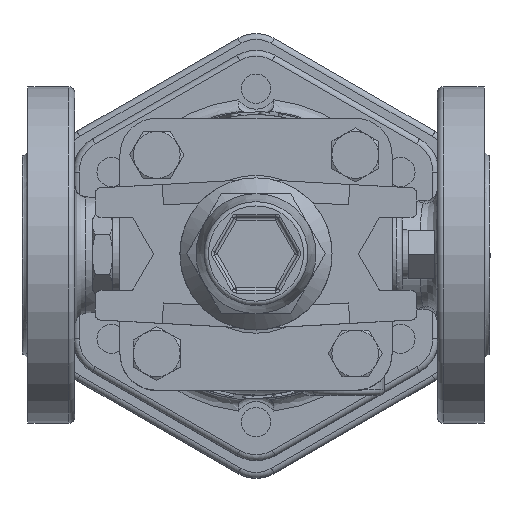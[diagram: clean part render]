
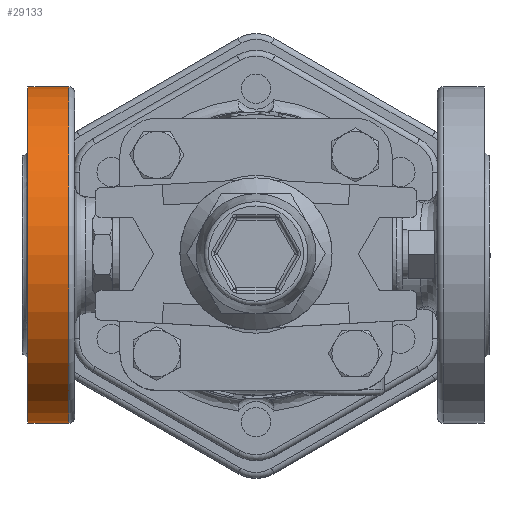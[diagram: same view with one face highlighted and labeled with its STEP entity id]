
A CAD part, top view. The second image highlights one B-rep face of the part: STEP entity #29133.
In plain terms, the highlighted cylindrical face has radius 57.5 mm (diameter 115 mm), a full revolution.
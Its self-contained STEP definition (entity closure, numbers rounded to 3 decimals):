
#29068=CARTESIAN_POINT('',(-78.,0.,151.5));
#29069=VERTEX_POINT('',#29068);
#29070=CARTESIAN_POINT('',(-78.,0.0,94.0));
#29071=DIRECTION('',(1.0,0.0,0.0));
#29072=DIRECTION('',(0.0,0.0,-1.0));
#29073=AXIS2_PLACEMENT_3D('',#29070,#29071,#29072);
#29074=CIRCLE('',#29073,57.5);
#29075=EDGE_CURVE('',#29069,#29069,#29074,.T.);
#29114=CARTESIAN_POINT('',(-80.,0.0,94.0));
#29115=DIRECTION('',(1.0,0.0,0.));
#29116=DIRECTION('',(0.0,0.0,-1.0));
#29117=AXIS2_PLACEMENT_3D('',#29114,#29115,#29116);
#29118=CYLINDRICAL_SURFACE('',#29117,57.5);
#29119=CARTESIAN_POINT('',(-64.,0.,151.5));
#29120=VERTEX_POINT('',#29119);
#29121=CARTESIAN_POINT('',(-64.,0.0,94.));
#29122=DIRECTION('',(1.0,0.0,0.0));
#29123=DIRECTION('',(0.0,0.0,-1.0));
#29124=AXIS2_PLACEMENT_3D('',#29121,#29122,#29123);
#29125=CIRCLE('',#29124,57.5);
#29126=EDGE_CURVE('',#29120,#29120,#29125,.T.);
#29127=ORIENTED_EDGE('',*,*,#29126,.F.);
#29128=EDGE_LOOP('',(#29127));
#29129=FACE_OUTER_BOUND('',#29128,.T.);
#29130=ORIENTED_EDGE('',*,*,#29075,.T.);
#29131=EDGE_LOOP('',(#29130));
#29132=FACE_BOUND('',#29131,.T.);
#29133=ADVANCED_FACE('',(#29129,#29132),#29118,.T.);
